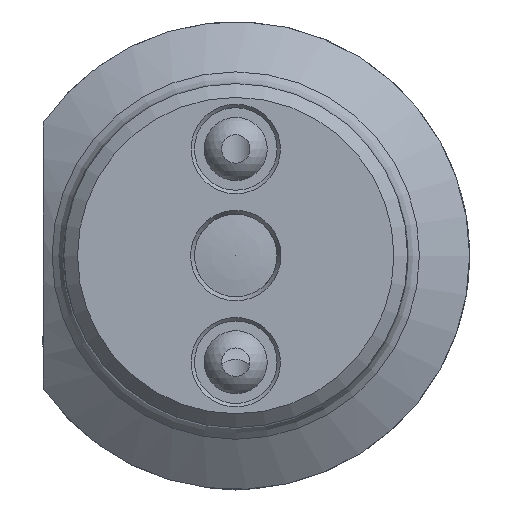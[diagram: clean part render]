
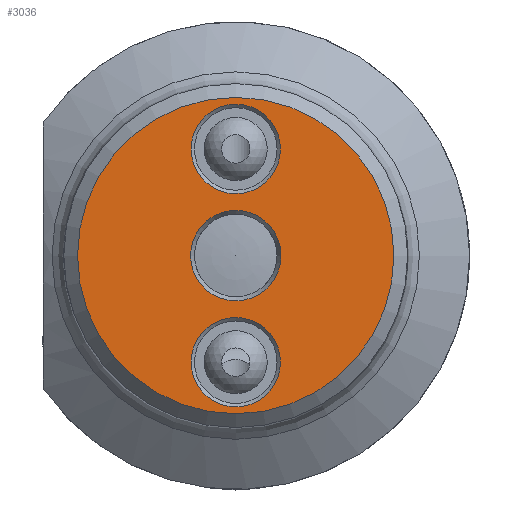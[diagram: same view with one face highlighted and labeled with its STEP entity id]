
A CAD part, left-side view. The second image highlights one B-rep face of the part: STEP entity #3036.
In plain terms, the highlighted planar face has unit normal (-1, 0, 0).
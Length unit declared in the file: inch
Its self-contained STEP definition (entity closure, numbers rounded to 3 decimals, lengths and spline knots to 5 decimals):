
#211=FACE_BOUND('',#900,.T.);
#212=FACE_BOUND('',#901,.T.);
#213=FACE_BOUND('',#902,.T.);
#272=PLANE('',#3362);
#728=FACE_OUTER_BOUND('',#899,.T.);
#899=EDGE_LOOP('',(#2473));
#900=EDGE_LOOP('',(#2474));
#901=EDGE_LOOP('',(#2475));
#902=EDGE_LOOP('',(#2476));
#1033=CIRCLE('',#3275,0.90551);
#1049=CIRCLE('',#3298,0.25895);
#1081=CIRCLE('',#3357,0.25591);
#1085=CIRCLE('',#3363,0.25591);
#1274=VERTEX_POINT('',#5100);
#1314=VERTEX_POINT('',#5544);
#1362=VERTEX_POINT('',#5769);
#1366=VERTEX_POINT('',#5781);
#1647=EDGE_CURVE('',#1274,#1274,#1033,.T.);
#1697=EDGE_CURVE('',#1314,#1314,#1049,.T.);
#1761=EDGE_CURVE('',#1362,#1362,#1081,.T.);
#1767=EDGE_CURVE('',#1366,#1366,#1085,.T.);
#2473=ORIENTED_EDGE('',*,*,#1647,.F.);
#2474=ORIENTED_EDGE('',*,*,#1761,.F.);
#2475=ORIENTED_EDGE('',*,*,#1697,.F.);
#2476=ORIENTED_EDGE('',*,*,#1767,.F.);
#3036=ADVANCED_FACE('',(#728,#211,#212,#213),#272,.T.);
#3275=AXIS2_PLACEMENT_3D('',#5102,#3866,#3867);
#3298=AXIS2_PLACEMENT_3D('',#5545,#3921,#3922);
#3357=AXIS2_PLACEMENT_3D('',#5770,#4054,#4055);
#3362=AXIS2_PLACEMENT_3D('',#5780,#4066,#4067);
#3363=AXIS2_PLACEMENT_3D('',#5782,#4068,#4069);
#3866=DIRECTION('center_axis',(1.,0.,0.));
#3867=DIRECTION('ref_axis',(0.,-1.,0.));
#3921=DIRECTION('center_axis',(-1.,0.,0.));
#3922=DIRECTION('ref_axis',(0.,1.,0.));
#4054=DIRECTION('center_axis',(-1.,0.,0.));
#4055=DIRECTION('ref_axis',(0.,1.,0.));
#4066=DIRECTION('center_axis',(-1.,0.,0.));
#4067=DIRECTION('ref_axis',(0.,0.,1.));
#4068=DIRECTION('center_axis',(-1.,0.,0.));
#4069=DIRECTION('ref_axis',(0.,1.,0.));
#5100=CARTESIAN_POINT('',(-2.3622,0.90551,0.));
#5102=CARTESIAN_POINT('Origin',(-2.3622,0.,0.));
#5544=CARTESIAN_POINT('',(-2.3622,-0.25895,0.));
#5545=CARTESIAN_POINT('Origin',(-2.3622,0.,0.));
#5769=CARTESIAN_POINT('',(-2.3622,-0.25591,-0.61024));
#5770=CARTESIAN_POINT('Origin',(-2.3622,0.,
-0.61024));
#5780=CARTESIAN_POINT('Origin',(-2.3622,0.49213,0.));
#5781=CARTESIAN_POINT('',(-2.3622,-0.25591,0.61024));
#5782=CARTESIAN_POINT('Origin',(-2.3622,0.,
0.61024));
